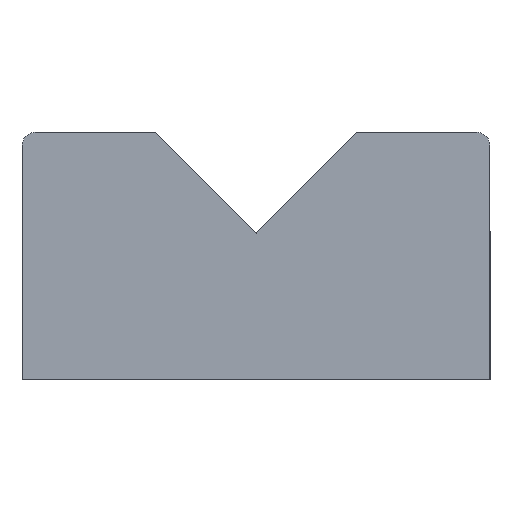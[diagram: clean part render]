
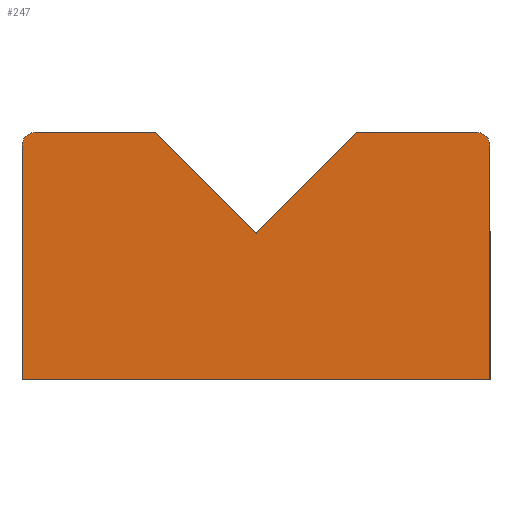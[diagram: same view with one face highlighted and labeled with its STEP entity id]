
A CAD part, left-side view. The second image highlights one B-rep face of the part: STEP entity #247.
In plain terms, the highlighted planar face has unit normal (-1, 0, 0).
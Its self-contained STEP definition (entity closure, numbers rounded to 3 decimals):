
#43 = VERTEX_POINT('',#44);
#44 = CARTESIAN_POINT('',(83.75,-35.,0.));
#50 = EDGE_CURVE('',#51,#43,#53,.T.);
#51 = VERTEX_POINT('',#52);
#52 = CARTESIAN_POINT('',(83.75,35.,0.));
#53 = LINE('',#54,#55);
#54 = CARTESIAN_POINT('',(83.75,35.,0.));
#55 = VECTOR('',#56,1.);
#56 = DIRECTION('',(0.,-1.,0.));
#203 = EDGE_CURVE('',#51,#204,#206,.T.);
#204 = VERTEX_POINT('',#205);
#205 = CARTESIAN_POINT('',(83.75,35.,35.005));
#206 = LINE('',#207,#208);
#207 = CARTESIAN_POINT('',(83.75,35.,0.));
#208 = VECTOR('',#209,1.);
#209 = DIRECTION('',(0.,0.,1.));
#227 = EDGE_CURVE('',#43,#228,#230,.T.);
#228 = VERTEX_POINT('',#229);
#229 = CARTESIAN_POINT('',(83.75,-35.,35.005));
#230 = LINE('',#231,#232);
#231 = CARTESIAN_POINT('',(83.75,-35.,0.));
#232 = VECTOR('',#233,1.);
#233 = DIRECTION('',(0.,0.,1.));
#247 = ADVANCED_FACE('',(#248),#301,.T.);
#248 = FACE_BOUND('',#249,.T.);
#249 = EDGE_LOOP('',(#250,#260,#267,#268,#269,#270,#279,#287,#295));
#250 = ORIENTED_EDGE('',*,*,#251,.F.);
#251 = EDGE_CURVE('',#252,#254,#256,.T.);
#252 = VERTEX_POINT('',#253);
#253 = CARTESIAN_POINT('',(83.75,33.,37.03));
#254 = VERTEX_POINT('',#255);
#255 = CARTESIAN_POINT('',(83.75,15.,37.03));
#256 = LINE('',#257,#258);
#257 = CARTESIAN_POINT('',(83.75,35.,37.03));
#258 = VECTOR('',#259,1.);
#259 = DIRECTION('',(0.,-1.,0.));
#260 = ORIENTED_EDGE('',*,*,#261,.T.);
#261 = EDGE_CURVE('',#252,#204,#262,.T.);
#262 = ELLIPSE('',#263,2.025,2.);
#263 = AXIS2_PLACEMENT_3D('',#264,#265,#266);
#264 = CARTESIAN_POINT('',(83.75,33.,35.005));
#265 = DIRECTION('',(-1.,0.,-0.));
#266 = DIRECTION('',(0.,0.,-1.));
#267 = ORIENTED_EDGE('',*,*,#203,.F.);
#268 = ORIENTED_EDGE('',*,*,#50,.T.);
#269 = ORIENTED_EDGE('',*,*,#227,.T.);
#270 = ORIENTED_EDGE('',*,*,#271,.F.);
#271 = EDGE_CURVE('',#272,#228,#274,.T.);
#272 = VERTEX_POINT('',#273);
#273 = CARTESIAN_POINT('',(83.75,-33.,37.03));
#274 = ELLIPSE('',#275,2.025,2.);
#275 = AXIS2_PLACEMENT_3D('',#276,#277,#278);
#276 = CARTESIAN_POINT('',(83.75,-33.,35.005));
#277 = DIRECTION('',(1.,-0.,0.));
#278 = DIRECTION('',(0.,0.,-1.));
#279 = ORIENTED_EDGE('',*,*,#280,.F.);
#280 = EDGE_CURVE('',#281,#272,#283,.T.);
#281 = VERTEX_POINT('',#282);
#282 = CARTESIAN_POINT('',(83.75,-15.,37.03));
#283 = LINE('',#284,#285);
#284 = CARTESIAN_POINT('',(83.75,35.,37.03));
#285 = VECTOR('',#286,1.);
#286 = DIRECTION('',(0.,-1.,0.));
#287 = ORIENTED_EDGE('',*,*,#288,.F.);
#288 = EDGE_CURVE('',#289,#281,#291,.T.);
#289 = VERTEX_POINT('',#290);
#290 = CARTESIAN_POINT('',(83.75,0.,21.843));
#291 = LINE('',#292,#293);
#292 = CARTESIAN_POINT('',(83.75,14.009,7.659));
#293 = VECTOR('',#294,1.);
#294 = DIRECTION('',(0.,-0.703,0.711));
#295 = ORIENTED_EDGE('',*,*,#296,.F.);
#296 = EDGE_CURVE('',#254,#289,#297,.T.);
#297 = LINE('',#298,#299);
#298 = CARTESIAN_POINT('',(83.75,10.681,32.657));
#299 = VECTOR('',#300,1.);
#300 = DIRECTION('',(0.,-0.703,-0.711));
#301 = PLANE('',#302);
#302 = AXIS2_PLACEMENT_3D('',#303,#304,#305);
#303 = CARTESIAN_POINT('',(83.75,35.,0.));
#304 = DIRECTION('',(-1.,0.,0.));
#305 = DIRECTION('',(0.,0.,1.));
